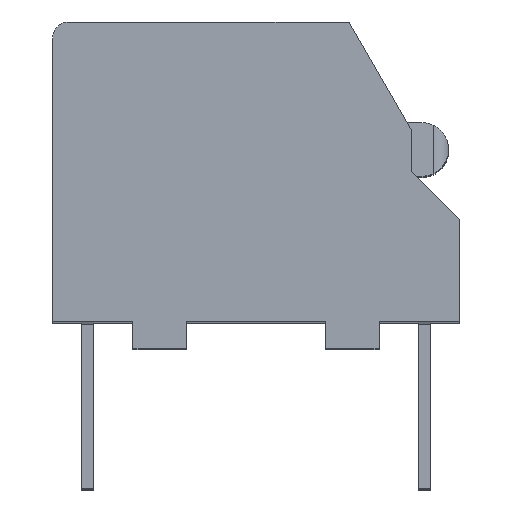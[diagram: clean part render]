
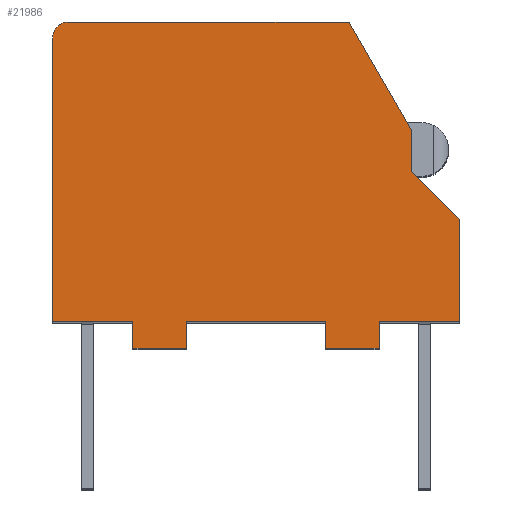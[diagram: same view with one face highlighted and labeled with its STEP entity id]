
A CAD part, top view. The second image highlights one B-rep face of the part: STEP entity #21986.
In plain terms, the highlighted planar face has unit normal (0, 0, 1).
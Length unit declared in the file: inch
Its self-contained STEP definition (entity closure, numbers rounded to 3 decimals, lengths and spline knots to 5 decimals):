
#2847=DIRECTION('',(0.,-1.,0.));
#2848=VECTOR('',#2847,0.025);
#2849=CARTESIAN_POINT('',(0.115,-0.161,0.44));
#2850=LINE('',#2849,#2848);
#2855=DIRECTION('',(-1.,0.,0.));
#2856=VECTOR('',#2855,0.05);
#2857=CARTESIAN_POINT('',(0.115,-0.186,0.44));
#2858=LINE('',#2857,#2856);
#2875=DIRECTION('',(-1.,0.,0.));
#2876=VECTOR('',#2875,0.075);
#2877=CARTESIAN_POINT('',(-0.115,-0.161,0.44));
#2878=LINE('',#2877,#2876);
#2879=CARTESIAN_POINT('',(-0.175,0.104,0.44));
#2880=DIRECTION('',(0.,0.,1.));
#2881=DIRECTION('',(0.,1.,0.));
#2882=AXIS2_PLACEMENT_3D('',#2879,#2880,#2881);
#2884=DIRECTION('',(-0.5,0.866,0.));
#2885=VECTOR('',#2884,0.116);
#2886=CARTESIAN_POINT('',(0.145,0.01854,0.44));
#2887=LINE('',#2886,#2885);
#2888=DIRECTION('',(-0.707,0.707,0.));
#2889=VECTOR('',#2888,0.06364);
#2890=CARTESIAN_POINT('',(0.19,-0.066,0.44));
#2891=LINE('',#2890,#2889);
#2892=DIRECTION('',(-1.,0.,0.));
#2893=VECTOR('',#2892,0.075);
#2894=CARTESIAN_POINT('',(0.19,-0.161,0.44));
#2895=LINE('',#2894,#2893);
#2896=DIRECTION('',(0.,1.,0.));
#2897=VECTOR('',#2896,0.025);
#2898=CARTESIAN_POINT('',(0.065,-0.186,0.44));
#2899=LINE('',#2898,#2897);
#2900=DIRECTION('',(-1.,0.,0.));
#2901=VECTOR('',#2900,0.13);
#2902=CARTESIAN_POINT('',(0.065,-0.161,0.44));
#2903=LINE('',#2902,#2901);
#2904=DIRECTION('',(0.,-1.,0.));
#2905=VECTOR('',#2904,0.025);
#2906=CARTESIAN_POINT('',(-0.065,-0.161,0.44));
#2907=LINE('',#2906,#2905);
#2908=DIRECTION('',(0.,1.,0.));
#2909=VECTOR('',#2908,0.265);
#2910=CARTESIAN_POINT('',(-0.19,-0.161,0.44));
#2911=LINE('',#2910,#2909);
#2924=DIRECTION('',(1.,0.,0.));
#2925=VECTOR('',#2924,0.262);
#2926=CARTESIAN_POINT('',(-0.175,0.119,0.44));
#2927=LINE('',#2926,#2925);
#7115=DIRECTION('',(0.,1.,0.));
#7116=VECTOR('',#7115,0.095);
#7117=CARTESIAN_POINT('',(0.19,-0.161,0.44));
#7118=LINE('',#7117,#7116);
#7691=DIRECTION('',(0.,-1.,0.));
#7692=VECTOR('',#7691,0.03954);
#7693=CARTESIAN_POINT('',(0.145,0.01854,0.44));
#7694=LINE('',#7693,#7692);
#11955=DIRECTION('',(1.,0.,0.));
#11956=VECTOR('',#11955,0.05);
#11957=CARTESIAN_POINT('',(-0.115,-0.186,0.44));
#11958=LINE('',#11957,#11956);
#11963=DIRECTION('',(0.,-1.,0.));
#11964=VECTOR('',#11963,0.025);
#11965=CARTESIAN_POINT('',(-0.115,-0.161,0.44));
#11966=LINE('',#11965,#11964);
#15851=CARTESIAN_POINT('',(0.065,-0.161,0.44));
#15852=CARTESIAN_POINT('',(-0.065,-0.161,0.44));
#15853=VERTEX_POINT('',#15851);
#15854=VERTEX_POINT('',#15852);
#15859=CARTESIAN_POINT('',(0.19,-0.161,0.44));
#15860=CARTESIAN_POINT('',(0.115,-0.161,0.44));
#15861=VERTEX_POINT('',#15859);
#15862=VERTEX_POINT('',#15860);
#15867=CARTESIAN_POINT('',(-0.19,-0.161,0.44));
#15869=VERTEX_POINT('',#15867);
#15871=CARTESIAN_POINT('',(-0.115,-0.161,0.44));
#15872=VERTEX_POINT('',#15871);
#15875=CARTESIAN_POINT('',(-0.065,-0.186,0.44));
#15877=VERTEX_POINT('',#15875);
#15885=CARTESIAN_POINT('',(0.065,-0.186,0.44));
#15886=VERTEX_POINT('',#15885);
#15887=CARTESIAN_POINT('',(-0.19,0.104,0.44));
#15888=VERTEX_POINT('',#15887);
#15889=CARTESIAN_POINT('',(-0.175,0.119,0.44));
#15890=VERTEX_POINT('',#15889);
#15891=CARTESIAN_POINT('',(0.087,0.119,0.44));
#15892=VERTEX_POINT('',#15891);
#15893=CARTESIAN_POINT('',(0.145,0.01854,0.44));
#15894=VERTEX_POINT('',#15893);
#15895=CARTESIAN_POINT('',(0.145,-0.021,0.44));
#15896=VERTEX_POINT('',#15895);
#15897=CARTESIAN_POINT('',(0.19,-0.066,0.44));
#15898=VERTEX_POINT('',#15897);
#15899=CARTESIAN_POINT('',(0.115,-0.186,0.44));
#15900=VERTEX_POINT('',#15899);
#15901=CARTESIAN_POINT('',(-0.115,-0.186,0.44));
#15902=VERTEX_POINT('',#15901);
#21953=CARTESIAN_POINT('',(0.,-0.0335,0.44));
#21954=DIRECTION('',(0.,0.,1.));
#21955=DIRECTION('',(-1.,0.,0.));
#21956=AXIS2_PLACEMENT_3D('',#21953,#21954,#21955);
#21957=PLANE('',#21956);
#21958=ORIENTED_EDGE('',*,*,#21739,.T.);
#21960=ORIENTED_EDGE('',*,*,#21959,.T.);
#21962=ORIENTED_EDGE('',*,*,#21961,.F.);
#21964=ORIENTED_EDGE('',*,*,#21963,.T.);
#21966=ORIENTED_EDGE('',*,*,#21965,.F.);
#21968=ORIENTED_EDGE('',*,*,#21967,.T.);
#21970=ORIENTED_EDGE('',*,*,#21969,.F.);
#21972=ORIENTED_EDGE('',*,*,#21971,.F.);
#21973=ORIENTED_EDGE('',*,*,#21715,.T.);
#21974=ORIENTED_EDGE('',*,*,#21921,.T.);
#21975=ORIENTED_EDGE('',*,*,#21933,.T.);
#21976=ORIENTED_EDGE('',*,*,#21946,.T.);
#21977=ORIENTED_EDGE('',*,*,#21746,.T.);
#21979=ORIENTED_EDGE('',*,*,#21978,.T.);
#21981=ORIENTED_EDGE('',*,*,#21980,.F.);
#21983=ORIENTED_EDGE('',*,*,#21982,.F.);
#21984=EDGE_LOOP('',(#21958,#21960,#21962,#21964,#21966,#21968,#21970,#21972,
#21973,#21974,#21975,#21976,#21977,#21979,#21981,#21983));
#21985=FACE_OUTER_BOUND('',#21984,.F.);
#21986=ADVANCED_FACE('',(#21985),#21957,.T.);
#2883=CIRCLE('',#2882,0.015);
#21715=EDGE_CURVE('',#15861,#15862,#2895,.T.);
#21739=EDGE_CURVE('',#15872,#15869,#2878,.T.);
#21746=EDGE_CURVE('',#15853,#15854,#2903,.T.);
#21921=EDGE_CURVE('',#15862,#15900,#2850,.T.);
#21933=EDGE_CURVE('',#15900,#15886,#2858,.T.);
#21946=EDGE_CURVE('',#15886,#15853,#2899,.T.);
#21959=EDGE_CURVE('',#15869,#15888,#2911,.T.);
#21961=EDGE_CURVE('',#15890,#15888,#2883,.T.);
#21963=EDGE_CURVE('',#15890,#15892,#2927,.T.);
#21965=EDGE_CURVE('',#15894,#15892,#2887,.T.);
#21967=EDGE_CURVE('',#15894,#15896,#7694,.T.);
#21969=EDGE_CURVE('',#15898,#15896,#2891,.T.);
#21971=EDGE_CURVE('',#15861,#15898,#7118,.T.);
#21978=EDGE_CURVE('',#15854,#15877,#2907,.T.);
#21980=EDGE_CURVE('',#15902,#15877,#11958,.T.);
#21982=EDGE_CURVE('',#15872,#15902,#11966,.T.);
